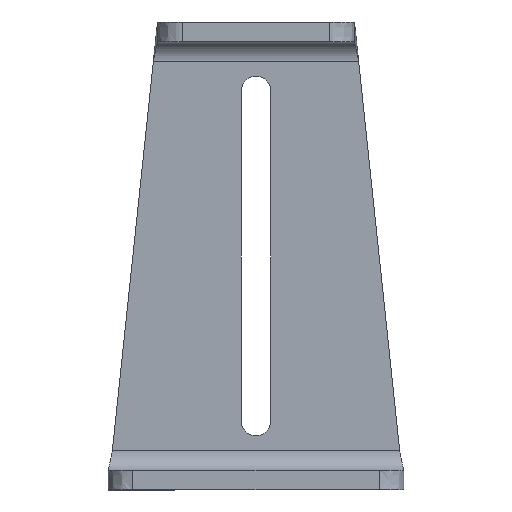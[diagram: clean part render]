
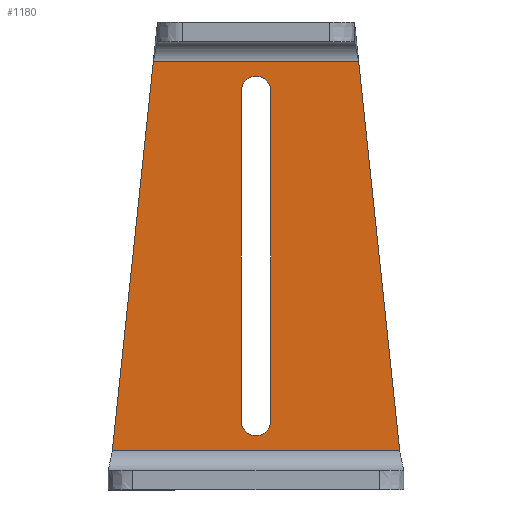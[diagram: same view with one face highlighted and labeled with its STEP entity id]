
A CAD part, front view. The second image highlights one B-rep face of the part: STEP entity #1180.
In plain terms, the highlighted planar face has unit normal (0, -1, 0).
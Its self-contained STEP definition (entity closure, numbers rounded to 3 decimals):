
#468=CARTESIAN_POINT('Vertex',(-29.158,29.,8.)) ;
#504=CARTESIAN_POINT('Vertex',(29.158,29.,8.)) ;
#507=CARTESIAN_POINT('Line Origine',(0.,29.,8.)) ;
#576=CARTESIAN_POINT('Line Origine',(25.,29.,47.5)) ;
#580=CARTESIAN_POINT('Vertex',(20.842,29.,87.)) ;
#1078=CARTESIAN_POINT('Vertex',(-20.842,29.,87.)) ;
#1107=CARTESIAN_POINT('Line Origine',(0.,29.,87.)) ;
#1119=CARTESIAN_POINT('Axis2P3D Location',(0.,29.,87.)) ;
#1125=CARTESIAN_POINT('Control Point',(-29.158,29.,8.)) ;
#1126=CARTESIAN_POINT('Control Point',(-20.842,29.,87.)) ;
#1135=CARTESIAN_POINT('Control Point',(-3.,29.,14.)) ;
#1136=CARTESIAN_POINT('Control Point',(-3.,29.,13.058)) ;
#1137=CARTESIAN_POINT('Control Point',(-2.63,29.,12.115)) ;
#1138=CARTESIAN_POINT('Control Point',(-1.885,29.,11.37)) ;
#1139=CARTESIAN_POINT('Control Point',(0.,29.,10.63)) ;
#1140=CARTESIAN_POINT('Control Point',(1.885,29.,11.37)) ;
#1141=CARTESIAN_POINT('Control Point',(2.63,29.,12.115)) ;
#1142=CARTESIAN_POINT('Control Point',(3.,29.,13.058)) ;
#1143=CARTESIAN_POINT('Control Point',(3.,29.,14.)) ;
#1144=CARTESIAN_POINT('Vertex',(-3.,29.,14.)) ;
#1146=CARTESIAN_POINT('Vertex',(3.,29.,14.)) ;
#1149=CARTESIAN_POINT('Line Origine',(-3.,29.,47.5)) ;
#1153=CARTESIAN_POINT('Vertex',(-3.,29.,81.)) ;
#1157=CARTESIAN_POINT('Control Point',(3.,29.,81.)) ;
#1158=CARTESIAN_POINT('Control Point',(3.,29.,81.942)) ;
#1159=CARTESIAN_POINT('Control Point',(2.63,29.,82.885)) ;
#1160=CARTESIAN_POINT('Control Point',(1.885,29.,83.63)) ;
#1161=CARTESIAN_POINT('Control Point',(0.,29.,84.37)) ;
#1162=CARTESIAN_POINT('Control Point',(-1.885,29.,83.63)) ;
#1163=CARTESIAN_POINT('Control Point',(-2.63,29.,82.885)) ;
#1164=CARTESIAN_POINT('Control Point',(-3.,29.,81.942)) ;
#1165=CARTESIAN_POINT('Control Point',(-3.,29.,81.)) ;
#1166=CARTESIAN_POINT('Vertex',(3.,29.,81.)) ;
#1169=CARTESIAN_POINT('Line Origine',(3.,29.,47.5)) ;
#508=DIRECTION('Vector Direction',(1.,0.,0.)) ;
#577=DIRECTION('Vector Direction',(0.105,0.,-0.995)) ;
#1108=DIRECTION('Vector Direction',(1.,0.,0.)) ;
#1120=DIRECTION('Axis2P3D Direction',(0.,-1.,0.)) ;
#1121=DIRECTION('Axis2P3D XDirection',(0.,0.,-1.)) ;
#1150=DIRECTION('Vector Direction',(0.,0.,-1.)) ;
#1170=DIRECTION('Vector Direction',(0.,0.,-1.)) ;
#1122=AXIS2_PLACEMENT_3D('Plane Axis2P3D',#1119,#1120,#1121) ;
#1129=ORIENTED_EDGE('',*,*,#1111,.F.) ;
#1130=ORIENTED_EDGE('',*,*,#1127,.F.) ;
#1131=ORIENTED_EDGE('',*,*,#511,.T.) ;
#1132=ORIENTED_EDGE('',*,*,#582,.F.) ;
#1175=ORIENTED_EDGE('',*,*,#1148,.F.) ;
#1176=ORIENTED_EDGE('',*,*,#1155,.T.) ;
#1177=ORIENTED_EDGE('',*,*,#1168,.F.) ;
#1178=ORIENTED_EDGE('',*,*,#1173,.T.) ;
#1179=FACE_BOUND('',#1174,.T.) ;
#509=VECTOR('Line Direction',#508,1.) ;
#578=VECTOR('Line Direction',#577,1.) ;
#1109=VECTOR('Line Direction',#1108,1.) ;
#1151=VECTOR('Line Direction',#1150,1.) ;
#1171=VECTOR('Line Direction',#1170,1.) ;
#1180=ADVANCED_FACE('Corps principal',(#1133,#1179),#1123,.T.) ;
#1124=B_SPLINE_CURVE_WITH_KNOTS('',1,(#1125,#1126),.UNSPECIFIED.,.F.,.U.,(2,2),(-39.718,39.718),.UNSPECIFIED.) ;
#1134=B_SPLINE_CURVE_WITH_KNOTS('',5,(#1135,#1136,#1137,#1138,#1139,#1140,#1141,#1142,#1143),.UNSPECIFIED.,.F.,.U.,(6,3,6),(14.137,18.85,23.562),.UNSPECIFIED.) ;
#1156=B_SPLINE_CURVE_WITH_KNOTS('',5,(#1157,#1158,#1159,#1160,#1161,#1162,#1163,#1164,#1165),.UNSPECIFIED.,.F.,.U.,(6,3,6),(4.712,9.425,14.137),.UNSPECIFIED.) ;
#511=EDGE_CURVE('',#469,#505,#510,.T.) ;
#582=EDGE_CURVE('',#581,#505,#579,.T.) ;
#1111=EDGE_CURVE('',#1079,#581,#1110,.T.) ;
#1127=EDGE_CURVE('',#469,#1079,#1124,.T.) ;
#1148=EDGE_CURVE('',#1145,#1147,#1134,.T.) ;
#1155=EDGE_CURVE('',#1145,#1154,#1152,.F.) ;
#1168=EDGE_CURVE('',#1167,#1154,#1156,.T.) ;
#1173=EDGE_CURVE('',#1167,#1147,#1172,.T.) ;
#1128=EDGE_LOOP('',(#1129,#1130,#1131,#1132)) ;
#1174=EDGE_LOOP('',(#1175,#1176,#1177,#1178)) ;
#1133=FACE_OUTER_BOUND('',#1128,.T.) ;
#510=LINE('Line',#507,#509) ;
#579=LINE('Line',#576,#578) ;
#1110=LINE('Line',#1107,#1109) ;
#1152=LINE('Line',#1149,#1151) ;
#1172=LINE('Line',#1169,#1171) ;
#1123=PLANE('',#1122) ;
#469=VERTEX_POINT('',#468) ;
#505=VERTEX_POINT('',#504) ;
#581=VERTEX_POINT('',#580) ;
#1079=VERTEX_POINT('',#1078) ;
#1145=VERTEX_POINT('',#1144) ;
#1147=VERTEX_POINT('',#1146) ;
#1154=VERTEX_POINT('',#1153) ;
#1167=VERTEX_POINT('',#1166) ;
